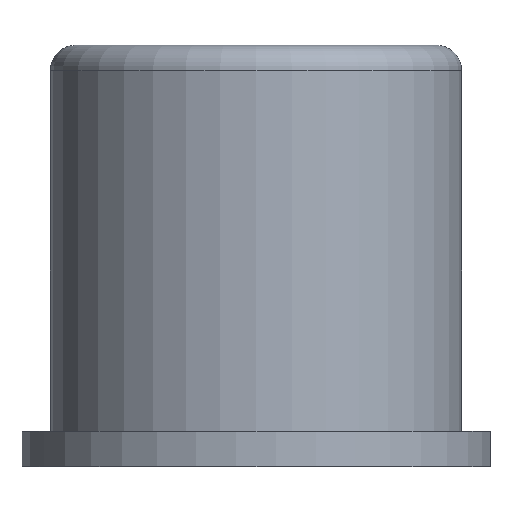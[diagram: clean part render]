
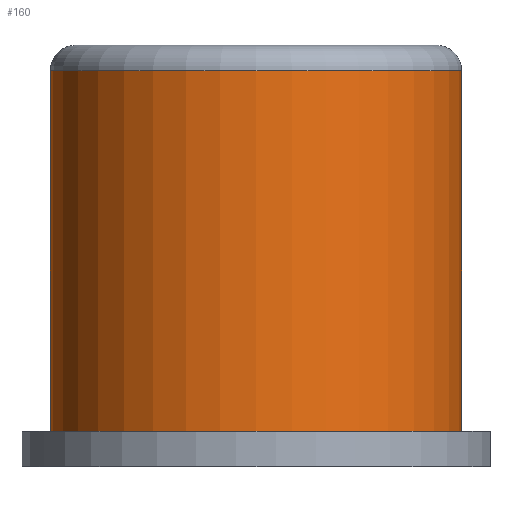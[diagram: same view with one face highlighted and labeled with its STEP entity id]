
A CAD part, front view. The second image highlights one B-rep face of the part: STEP entity #160.
In plain terms, the highlighted cylindrical face has radius 4.075 mm (diameter 8.15 mm), a full revolution.
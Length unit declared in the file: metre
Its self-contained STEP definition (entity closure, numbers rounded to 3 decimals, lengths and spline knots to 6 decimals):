
#23=CIRCLE('',#185,0.004075);
#24=CIRCLE('',#188,0.004075);
#29=CYLINDRICAL_SURFACE('',#187,0.004075);
#56=ORIENTED_EDGE('',*,*,#78,.T.);
#57=ORIENTED_EDGE('',*,*,#77,.T.);
#77=EDGE_CURVE('',#90,#90,#23,.T.);
#78=EDGE_CURVE('',#91,#91,#24,.F.);
#90=VERTEX_POINT('',#271);
#91=VERTEX_POINT('',#275);
#122=EDGE_LOOP('',(#56));
#123=EDGE_LOOP('',(#57));
#138=FACE_BOUND('',#122,.T.);
#139=FACE_BOUND('',#123,.T.);
#160=ADVANCED_FACE('',(#138,#139),#29,.T.);
#185=AXIS2_PLACEMENT_3D('',#270,#222,#223);
#187=AXIS2_PLACEMENT_3D('',#273,#226,#227);
#188=AXIS2_PLACEMENT_3D('',#274,#228,#229);
#222=DIRECTION('',(0.,0.,1.));
#223=DIRECTION('',(1.,0.,0.));
#226=DIRECTION('',(0.,0.,-1.));
#227=DIRECTION('',(-1.,0.,0.));
#228=DIRECTION('',(0.,0.,1.));
#229=DIRECTION('',(1.,0.,0.));
#270=CARTESIAN_POINT('',(0.,0.,0.0007));
#271=CARTESIAN_POINT('',(0.004075,0.,0.0007));
#273=CARTESIAN_POINT('',(0.,0.,0.00835));
#274=CARTESIAN_POINT('',(0.,0.,0.00785));
#275=CARTESIAN_POINT('',(0.004075,0.,0.00785));
